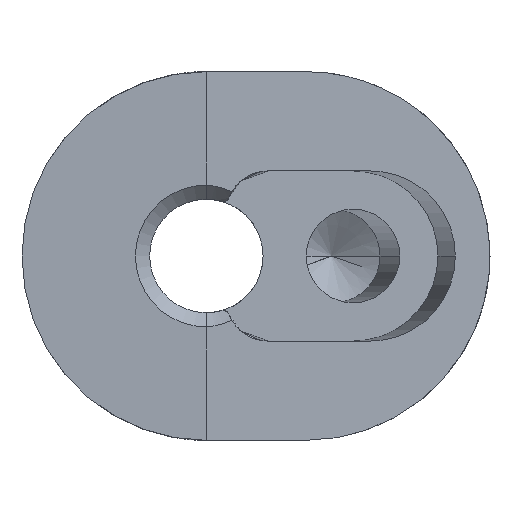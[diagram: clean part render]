
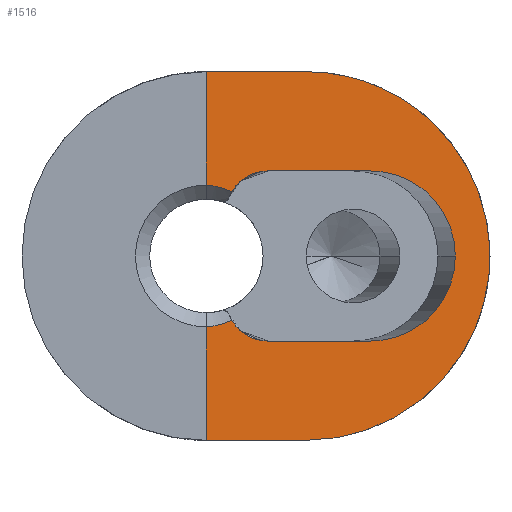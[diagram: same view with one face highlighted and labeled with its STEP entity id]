
A CAD part, left-side view. The second image highlights one B-rep face of the part: STEP entity #1516.
In plain terms, the highlighted planar face has unit normal (-0.998, -0.07, 0).
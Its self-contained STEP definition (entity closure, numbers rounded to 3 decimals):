
#13 = EDGE_CURVE ( 'NONE', #1450, #272, #1122, .T. ) ;
#18 = ORIENTED_EDGE ( 'NONE', *, *, #1446, .T. ) ;
#39 = VERTEX_POINT ( 'NONE', #1218 ) ;
#47 = VECTOR ( 'NONE', #113, 1000. ) ;
#64 = LINE ( 'NONE', #1495, #740 ) ;
#74 = VERTEX_POINT ( 'NONE', #1434 ) ;
#95 = DIRECTION ( 'NONE',  ( 0.07, -0.998, 0. ) ) ;
#96 = CARTESIAN_POINT ( 'NONE',  ( 0.195, -2.793, -3. ) ) ;
#104 = B_SPLINE_CURVE_WITH_KNOTS ( 'NONE', 3,
 ( #1572, #1430, #1062, #1063, #1070, #1075 ),
 .UNSPECIFIED., .F., .F.,
 ( 4, 2, 4 ),
 ( 0., 0.001, 0.002 ),
 .UNSPECIFIED. ) ;
#105 = EDGE_CURVE ( 'NONE', #341, #862, #1282, .T. ) ;
#113 = DIRECTION ( 'NONE',  ( 0.07, -0.998, 0. ) ) ;
#139 = ORIENTED_EDGE ( 'NONE', *, *, #683, .T. ) ;
#140 = ORIENTED_EDGE ( 'NONE', *, *, #529, .F. ) ;
#146 = CARTESIAN_POINT ( 'NONE',  ( 0.112, -1.6, -6.5 ) ) ;
#164 = CARTESIAN_POINT ( 'NONE',  ( 0.063, -0.894, -2.268 ) ) ;
#185 = FACE_OUTER_BOUND ( 'NONE', #1441, .T. ) ;
#215 = DIRECTION ( 'NONE',  ( 0.07, -0.998, 0. ) ) ;
#217 = EDGE_CURVE ( 'NONE', #909, #607, #1151, .T. ) ;
#220 = DIRECTION ( 'NONE',  ( -0.998, -0.07, 0. ) ) ;
#224 = CARTESIAN_POINT ( 'NONE',  ( 0.405, -5.786, 0. ) ) ;
#253 = CARTESIAN_POINT ( 'NONE',  ( 0.134, -1.921, -3. ) ) ;
#260 = CARTESIAN_POINT ( 'NONE',  ( 0.116, -1.665, -2.932 ) ) ;
#266 = CARTESIAN_POINT ( 'NONE',  ( 0.152, -2.179, -3. ) ) ;
#272 = VERTEX_POINT ( 'NONE', #535 ) ;
#280 = CARTESIAN_POINT ( 'NONE',  ( 0.085, -1.216, -2.676 ) ) ;
#281 = CARTESIAN_POINT ( 'NONE',  ( 0.063, -0.894, -2.268 ) ) ;
#284 = CARTESIAN_POINT ( 'NONE',  ( 0.614, -8.779, 0. ) ) ;
#299 = CARTESIAN_POINT ( 'NONE',  ( 0.072, -1.026, -2.49 ) ) ;
#341 = VERTEX_POINT ( 'NONE', #703 ) ;
#376 = VECTOR ( 'NONE', #95, 1000. ) ;
#402 = DIRECTION ( 'NONE',  ( 0.07, -0.998, 0. ) ) ;
#411 = DIRECTION ( 'NONE',  ( -0.998, -0.07, 0. ) ) ;
#415 = CARTESIAN_POINT ( 'NONE',  ( 0.405, -5.786, 0. ) ) ;
#426 =( BOUNDED_CURVE ( )  B_SPLINE_CURVE ( 3, ( #1383, #1443, #1359, #1354 ),
 .UNSPECIFIED., .F., .F. ) 
 B_SPLINE_CURVE_WITH_KNOTS ( ( 4, 4 ),
 ( 1.641, 2.011 ),
 .UNSPECIFIED. ) 
 CURVE ( )  GEOMETRIC_REPRESENTATION_ITEM ( )  RATIONAL_B_SPLINE_CURVE ( ( 1., 0.989, 0.989, 1. ) ) 
 REPRESENTATION_ITEM ( '' )  );
#446 = CARTESIAN_POINT ( 'NONE',  ( 0., 0., 0. ) ) ;
#449 = DIRECTION ( 'NONE',  ( 0., 0., 1. ) ) ;
#465 = CARTESIAN_POINT ( 'NONE',  ( 0.152, -2.179, -3. ) ) ;
#509 = LINE ( 'NONE', #1542, #1660 ) ;
#529 = EDGE_CURVE ( 'NONE', #74, #1450, #104, .T. ) ;
#531 = CARTESIAN_POINT ( 'NONE',  ( 0.245, -3.5, -6.5 ) ) ;
#535 = CARTESIAN_POINT ( 'NONE',  ( 0., 0., 2.5 ) ) ;
#548 = EDGE_CURVE ( 'NONE', #272, #862, #509, .T. ) ;
#569 = VERTEX_POINT ( 'NONE', #281 ) ;
#591 = EDGE_CURVE ( 'NONE', #607, #39, #1588, .T. ) ;
#607 = VERTEX_POINT ( 'NONE', #284 ) ;
#683 = EDGE_CURVE ( 'NONE', #1550, #1663, #1469, .T. ) ;
#692 = EDGE_CURVE ( 'NONE', #1715, #909, #1508, .T. ) ;
#703 = CARTESIAN_POINT ( 'NONE',  ( 0.245, -3.5, 6.5 ) ) ;
#709 = CARTESIAN_POINT ( 'NONE',  ( 0., 0., -2.5 ) ) ;
#740 = VECTOR ( 'NONE', #1468, 1000. ) ;
#793 = ORIENTED_EDGE ( 'NONE', *, *, #217, .F. ) ;
#834 = CARTESIAN_POINT ( 'NONE',  ( 0., 0., -6.5 ) ) ;
#840 = ORIENTED_EDGE ( 'NONE', *, *, #105, .T. ) ;
#856 = DIRECTION ( 'NONE',  ( 0.07, -0.998, 0. ) ) ;
#860 = DIRECTION ( 'NONE',  ( -0.998, -0.07, 0. ) ) ;
#862 = VERTEX_POINT ( 'NONE', #1390 ) ;
#870 = PLANE ( 'NONE',  #1121 ) ;
#896 = ORIENTED_EDGE ( 'NONE', *, *, #13, .F. ) ;
#909 = VERTEX_POINT ( 'NONE', #1264 ) ;
#910 = VECTOR ( 'NONE', #995, 1000. ) ;
#960 = CARTESIAN_POINT ( 'NONE',  ( 0., 0., 0. ) ) ;
#995 = DIRECTION ( 'NONE',  ( -0.07, 0.998, 0. ) ) ;
#1005 = CARTESIAN_POINT ( 'NONE',  ( 0.245, -3.5, 6.5 ) ) ;
#1010 = CARTESIAN_POINT ( 'NONE',  ( 1.154, -16.5, 6.5 ) ) ;
#1046 = VERTEX_POINT ( 'NONE', #709 ) ;
#1057 = DIRECTION ( 'NONE',  ( 0., 0., 1. ) ) ;
#1062 = CARTESIAN_POINT ( 'NONE',  ( 0.116, -1.664, 2.932 ) ) ;
#1063 = CARTESIAN_POINT ( 'NONE',  ( 0.085, -1.216, 2.676 ) ) ;
#1070 = CARTESIAN_POINT ( 'NONE',  ( 0.072, -1.026, 2.49 ) ) ;
#1075 = CARTESIAN_POINT ( 'NONE',  ( 0.063, -0.894, 2.268 ) ) ;
#1084 = CARTESIAN_POINT ( 'NONE',  ( 1.154, -16.5, -6.5 ) ) ;
#1089 = CARTESIAN_POINT ( 'NONE',  ( 0.063, -0.894, 2.268 ) ) ;
#1094 = CARTESIAN_POINT ( 'NONE',  ( 0.245, -3.5, -6.5 ) ) ;
#1096 = EDGE_CURVE ( 'NONE', #569, #1715, #1435, .T. ) ;
#1101 = ORIENTED_EDGE ( 'NONE', *, *, #1096, .F. ) ;
#1121 = AXIS2_PLACEMENT_3D ( 'NONE', #960, #860, #856 ) ;
#1122 =( BOUNDED_CURVE ( )  B_SPLINE_CURVE ( 3, ( #1284, #1563, #1678, #1403 ),
 .UNSPECIFIED., .F., .F. ) 
 B_SPLINE_CURVE_WITH_KNOTS ( ( 4, 4 ),
 ( 4.273, 4.642 ),
 .UNSPECIFIED. ) 
 CURVE ( )  GEOMETRIC_REPRESENTATION_ITEM ( )  RATIONAL_B_SPLINE_CURVE ( ( 1., 0.989, 0.989, 1. ) ) 
 REPRESENTATION_ITEM ( '' )  );
#1151 = CIRCLE ( 'NONE', #1283, 3. ) ;
#1178 = ORIENTED_EDGE ( 'NONE', *, *, #1360, .F. ) ;
#1218 = CARTESIAN_POINT ( 'NONE',  ( 0.405, -5.786, 3. ) ) ;
#1258 = ORIENTED_EDGE ( 'NONE', *, *, #591, .F. ) ;
#1264 = CARTESIAN_POINT ( 'NONE',  ( 0.405, -5.786, -3. ) ) ;
#1282 = LINE ( 'NONE', #1690, #910 ) ;
#1283 = AXIS2_PLACEMENT_3D ( 'NONE', #415, #411, #402 ) ;
#1284 = CARTESIAN_POINT ( 'NONE',  ( 0.063, -0.894, 2.268 ) ) ;
#1294 =( BOUNDED_CURVE ( )  B_SPLINE_CURVE ( 3, ( #1094, #1084, #1010, #1005 ),
 .UNSPECIFIED., .F., .F. ) 
 B_SPLINE_CURVE_WITH_KNOTS ( ( 4, 4 ),
 ( 1.571, 4.712 ),
 .UNSPECIFIED. ) 
 CURVE ( )  GEOMETRIC_REPRESENTATION_ITEM ( )  RATIONAL_B_SPLINE_CURVE ( ( 1., 0.333, 0.333, 1. ) ) 
 REPRESENTATION_ITEM ( '' )  );
#1295 = VECTOR ( 'NONE', #449, 1000. ) ;
#1308 = EDGE_CURVE ( 'NONE', #39, #74, #64, .T. ) ;
#1339 = LINE ( 'NONE', #446, #1295 ) ;
#1345 = AXIS2_PLACEMENT_3D ( 'NONE', #224, #220, #215 ) ;
#1354 = CARTESIAN_POINT ( 'NONE',  ( 0.063, -0.894, -2.268 ) ) ;
#1359 = CARTESIAN_POINT ( 'NONE',  ( 0.043, -0.612, -2.4 ) ) ;
#1360 = EDGE_CURVE ( 'NONE', #1046, #569, #426, .T. ) ;
#1381 = ORIENTED_EDGE ( 'NONE', *, *, #1308, .F. ) ;
#1383 = CARTESIAN_POINT ( 'NONE',  ( 0., 0., -2.5 ) ) ;
#1390 = CARTESIAN_POINT ( 'NONE',  ( 0., 0., 6.5 ) ) ;
#1403 = CARTESIAN_POINT ( 'NONE',  ( 0., 0., 2.5 ) ) ;
#1430 = CARTESIAN_POINT ( 'NONE',  ( 0.134, -1.921, 3. ) ) ;
#1434 = CARTESIAN_POINT ( 'NONE',  ( 0.152, -2.179, 3. ) ) ;
#1435 = B_SPLINE_CURVE_WITH_KNOTS ( 'NONE', 3,
 ( #164, #299, #280, #260, #253, #266 ),
 .UNSPECIFIED., .F., .F.,
 ( 4, 2, 4 ),
 ( 0., 0.001, 0.002 ),
 .UNSPECIFIED. ) ;
#1441 = EDGE_LOOP ( 'NONE', ( #1101, #1178, #1638, #139, #18, #840, #1472, #896, #140, #1381, #1258, #793, #1574 ) ) ;
#1443 = CARTESIAN_POINT ( 'NONE',  ( 0.022, -0.311, -2.478 ) ) ;
#1446 = EDGE_CURVE ( 'NONE', #1663, #341, #1294, .T. ) ;
#1450 = VERTEX_POINT ( 'NONE', #1089 ) ;
#1468 = DIRECTION ( 'NONE',  ( -0.07, 0.998, 0. ) ) ;
#1469 = LINE ( 'NONE', #146, #47 ) ;
#1472 = ORIENTED_EDGE ( 'NONE', *, *, #548, .F. ) ;
#1495 = CARTESIAN_POINT ( 'NONE',  ( 0.195, -2.793, 3. ) ) ;
#1508 = LINE ( 'NONE', #96, #376 ) ;
#1516 = ADVANCED_FACE ( 'NONE', ( #185 ), #870, .T. ) ;
#1542 = CARTESIAN_POINT ( 'NONE',  ( 0., 0., 0. ) ) ;
#1550 = VERTEX_POINT ( 'NONE', #834 ) ;
#1563 = CARTESIAN_POINT ( 'NONE',  ( 0.043, -0.612, 2.4 ) ) ;
#1572 = CARTESIAN_POINT ( 'NONE',  ( 0.152, -2.179, 3. ) ) ;
#1574 = ORIENTED_EDGE ( 'NONE', *, *, #692, .F. ) ;
#1588 = CIRCLE ( 'NONE', #1345, 3. ) ;
#1638 = ORIENTED_EDGE ( 'NONE', *, *, #1727, .F. ) ;
#1660 = VECTOR ( 'NONE', #1057, 1000. ) ;
#1663 = VERTEX_POINT ( 'NONE', #531 ) ;
#1678 = CARTESIAN_POINT ( 'NONE',  ( 0.022, -0.311, 2.478 ) ) ;
#1690 = CARTESIAN_POINT ( 'NONE',  ( 0.112, -1.6, 6.5 ) ) ;
#1715 = VERTEX_POINT ( 'NONE', #465 ) ;
#1727 = EDGE_CURVE ( 'NONE', #1550, #1046, #1339, .T. ) ;
